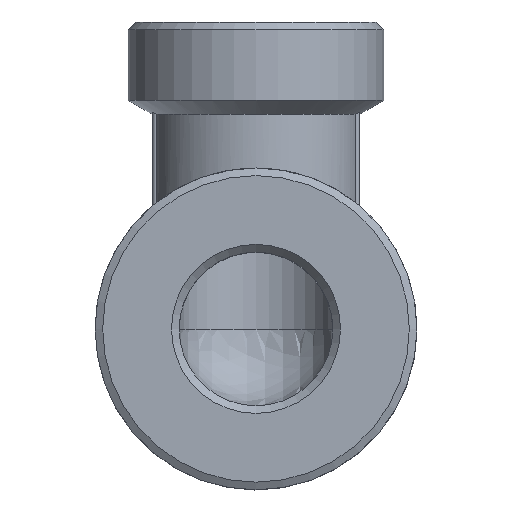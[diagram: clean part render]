
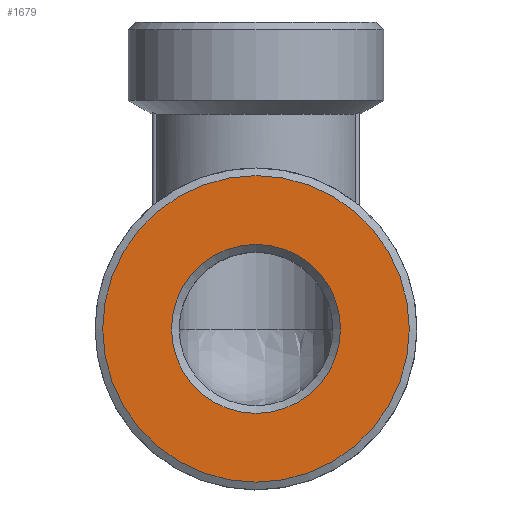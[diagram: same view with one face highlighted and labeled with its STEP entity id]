
A CAD part, top view. The second image highlights one B-rep face of the part: STEP entity #1679.
In plain terms, the highlighted planar face has unit normal (0, 0, 1).
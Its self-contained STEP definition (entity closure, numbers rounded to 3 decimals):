
#140=CIRCLE('',#1793,11.);
#141=CIRCLE('',#1794,19.955);
#284=ORIENTED_EDGE('',*,*,#613,.T.);
#285=ORIENTED_EDGE('',*,*,#614,.T.);
#613=EDGE_CURVE('',#770,#770,#140,.T.);
#614=EDGE_CURVE('',#771,#771,#141,.F.);
#770=VERTEX_POINT('',#2483);
#771=VERTEX_POINT('',#2485);
#953=EDGE_LOOP('',(#284));
#954=EDGE_LOOP('',(#285));
#1041=FACE_BOUND('',#953,.T.);
#1042=FACE_BOUND('',#954,.T.);
#1111=PLANE('',#1792);
#1679=ADVANCED_FACE('',(#1041,#1042),#1111,.F.);
#1792=AXIS2_PLACEMENT_3D('',#2481,#2021,#2022);
#1793=AXIS2_PLACEMENT_3D('',#2482,#2023,#2024);
#1794=AXIS2_PLACEMENT_3D('',#2484,#2025,#2026);
#2021=DIRECTION('',(0.,0.,-1.));
#2022=DIRECTION('',(-1.,0.,0.));
#2023=DIRECTION('',(0.,0.,-1.));
#2024=DIRECTION('',(-1.,0.,0.));
#2025=DIRECTION('',(0.,0.,-1.));
#2026=DIRECTION('',(-1.,0.,0.));
#2481=CARTESIAN_POINT('',(0.,0.,40.));
#2482=CARTESIAN_POINT('',(0.,0.,40.));
#2483=CARTESIAN_POINT('',(-11.,0.,40.));
#2484=CARTESIAN_POINT('',(0.,0.,40.));
#2485=CARTESIAN_POINT('',(-19.955,0.,40.));
